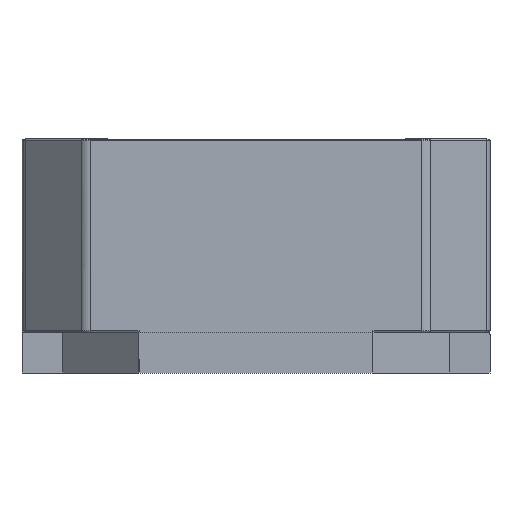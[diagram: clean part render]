
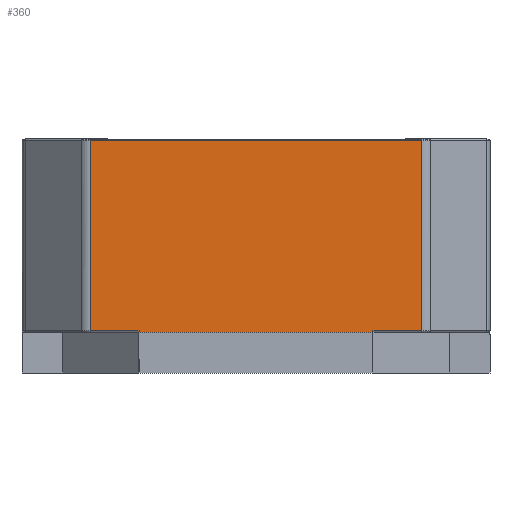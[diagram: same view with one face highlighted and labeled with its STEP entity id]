
A CAD part, front view. The second image highlights one B-rep face of the part: STEP entity #360.
In plain terms, the highlighted free-form (B-spline) face has degree [1, 1] with [2, 2] control points.
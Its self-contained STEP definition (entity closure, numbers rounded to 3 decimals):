
#42 = ORIENTED_EDGE ( 'NONE', *, *, #2068, .T. ) ;
#213 = B_SPLINE_CURVE_WITH_KNOTS ( 'NONE', 1,
 ( #681, #256 ),
 .UNSPECIFIED., .F., .F.,
 ( 2, 2 ),
 ( 0., 1. ),
 .UNSPECIFIED. ) ;
#225 = CARTESIAN_POINT ( 'NONE',  ( 1., -2., 0. ) ) ;
#244 = EDGE_CURVE ( 'NONE', #2210, #1802, #1382, .T. ) ;
#256 = CARTESIAN_POINT ( 'NONE',  ( -1.419, -2., 1.64 ) ) ;
#301 = EDGE_CURVE ( 'NONE', #4041, #784, #213, .T. ) ;
#340 = CARTESIAN_POINT ( 'NONE',  ( 1.419, -2., 0.01 ) ) ;
#360 = ADVANCED_FACE ( 'NONE', ( #2772 ), #1190, .F. ) ;
#421 = EDGE_CURVE ( 'NONE', #3654, #1559, #4615, .T. ) ;
#510 = CARTESIAN_POINT ( 'NONE',  ( -1.419, -2., 0.01 ) ) ;
#681 = CARTESIAN_POINT ( 'NONE',  ( 1.419, -2., 1.64 ) ) ;
#698 = B_SPLINE_CURVE_WITH_KNOTS ( 'NONE', 1,
 ( #4327, #3122 ),
 .UNSPECIFIED., .F., .F.,
 ( 2, 2 ),
 ( -1., 0. ),
 .UNSPECIFIED. ) ;
#784 = VERTEX_POINT ( 'NONE', #1701 ) ;
#823 = EDGE_LOOP ( 'NONE', ( #2915, #2267, #2865, #1494, #4613, #873, #4784, #42 ) ) ;
#873 = ORIENTED_EDGE ( 'NONE', *, *, #3243, .F. ) ;
#1190 = B_SPLINE_SURFACE_WITH_KNOTS ( 'NONE', 1, 1, ( 
 ( #3536, #5157 ),
 ( #1560, #3143 ) ),
 .UNSPECIFIED., .F., .F., .F.,
 ( 2, 2 ),
 ( 2, 2 ),
 ( 0., 1. ),
 ( 0., 1. ),
 .UNSPECIFIED. ) ;
#1263 = EDGE_CURVE ( 'NONE', #3210, #784, #5151, .T. ) ;
#1382 = B_SPLINE_CURVE_WITH_KNOTS ( 'NONE', 1,
 ( #2289, #2654 ),
 .UNSPECIFIED., .F., .F.,
 ( 2, 2 ),
 ( -1., 0. ),
 .UNSPECIFIED. ) ;
#1391 = CARTESIAN_POINT ( 'NONE',  ( -1., -2., 0. ) ) ;
#1494 = ORIENTED_EDGE ( 'NONE', *, *, #421, .F. ) ;
#1559 = VERTEX_POINT ( 'NONE', #2737 ) ;
#1560 = CARTESIAN_POINT ( 'NONE',  ( 1.419, -2., 1.64 ) ) ;
#1701 = CARTESIAN_POINT ( 'NONE',  ( -1.419, -2., 1.64 ) ) ;
#1802 = VERTEX_POINT ( 'NONE', #3186 ) ;
#1920 = CARTESIAN_POINT ( 'NONE',  ( -1., -2., 0.01 ) ) ;
#2068 = EDGE_CURVE ( 'NONE', #2210, #4041, #5140, .T. ) ;
#2210 = VERTEX_POINT ( 'NONE', #340 ) ;
#2231 = EDGE_CURVE ( 'NONE', #1559, #3210, #698, .T. ) ;
#2267 = ORIENTED_EDGE ( 'NONE', *, *, #1263, .F. ) ;
#2289 = CARTESIAN_POINT ( 'NONE',  ( 1.419, -2., 0.01 ) ) ;
#2376 = CARTESIAN_POINT ( 'NONE',  ( -1., -2., 0. ) ) ;
#2654 = CARTESIAN_POINT ( 'NONE',  ( 1., -2., 0.01 ) ) ;
#2737 = CARTESIAN_POINT ( 'NONE',  ( -1., -2., 0.01 ) ) ;
#2772 = FACE_OUTER_BOUND ( 'NONE', #823, .T. ) ;
#2802 = B_SPLINE_CURVE_WITH_KNOTS ( 'NONE', 1,
 ( #4731, #3500 ),
 .UNSPECIFIED., .F., .F.,
 ( 2, 2 ),
 ( 0., 1. ),
 .UNSPECIFIED. ) ;
#2865 = ORIENTED_EDGE ( 'NONE', *, *, #2231, .F. ) ;
#2915 = ORIENTED_EDGE ( 'NONE', *, *, #301, .T. ) ;
#2958 = EDGE_CURVE ( 'NONE', #3266, #3654, #2802, .T. ) ;
#2980 = CARTESIAN_POINT ( 'NONE',  ( 1., -2., 0.01 ) ) ;
#3122 = CARTESIAN_POINT ( 'NONE',  ( -1.419, -2., 0.01 ) ) ;
#3143 = CARTESIAN_POINT ( 'NONE',  ( 1.419, -2., 0. ) ) ;
#3186 = CARTESIAN_POINT ( 'NONE',  ( 1., -2., 0.01 ) ) ;
#3210 = VERTEX_POINT ( 'NONE', #510 ) ;
#3243 = EDGE_CURVE ( 'NONE', #1802, #3266, #3928, .T. ) ;
#3266 = VERTEX_POINT ( 'NONE', #225 ) ;
#3500 = CARTESIAN_POINT ( 'NONE',  ( -1., -2., 0. ) ) ;
#3536 = CARTESIAN_POINT ( 'NONE',  ( -1.419, -2., 1.64 ) ) ;
#3611 = CARTESIAN_POINT ( 'NONE',  ( -1.419, -2., 1.64 ) ) ;
#3654 = VERTEX_POINT ( 'NONE', #1391 ) ;
#3928 = B_SPLINE_CURVE_WITH_KNOTS ( 'NONE', 1,
 ( #2980, #4543 ),
 .UNSPECIFIED., .F., .F.,
 ( 2, 2 ),
 ( 0., 1. ),
 .UNSPECIFIED. ) ;
#4014 = CARTESIAN_POINT ( 'NONE',  ( 1.419, -2., 1.64 ) ) ;
#4041 = VERTEX_POINT ( 'NONE', #4014 ) ;
#4327 = CARTESIAN_POINT ( 'NONE',  ( -1., -2., 0.01 ) ) ;
#4543 = CARTESIAN_POINT ( 'NONE',  ( 1., -2., 0. ) ) ;
#4600 = CARTESIAN_POINT ( 'NONE',  ( 1.419, -2., 1.64 ) ) ;
#4613 = ORIENTED_EDGE ( 'NONE', *, *, #2958, .F. ) ;
#4615 = B_SPLINE_CURVE_WITH_KNOTS ( 'NONE', 1,
 ( #2376, #1920 ),
 .UNSPECIFIED., .F., .F.,
 ( 2, 2 ),
 ( 0., 1. ),
 .UNSPECIFIED. ) ;
#4731 = CARTESIAN_POINT ( 'NONE',  ( 1., -2., 0. ) ) ;
#4784 = ORIENTED_EDGE ( 'NONE', *, *, #244, .F. ) ;
#4863 = CARTESIAN_POINT ( 'NONE',  ( -1.419, -2., 0.01 ) ) ;
#4971 = CARTESIAN_POINT ( 'NONE',  ( 1.419, -2., 0.01 ) ) ;
#5140 = B_SPLINE_CURVE_WITH_KNOTS ( 'NONE', 1,
 ( #4971, #4600 ),
 .UNSPECIFIED., .F., .F.,
 ( 2, 2 ),
 ( 0., 1. ),
 .UNSPECIFIED. ) ;
#5151 = B_SPLINE_CURVE_WITH_KNOTS ( 'NONE', 1,
 ( #4863, #3611 ),
 .UNSPECIFIED., .F., .F.,
 ( 2, 2 ),
 ( -1., 0. ),
 .UNSPECIFIED. ) ;
#5157 = CARTESIAN_POINT ( 'NONE',  ( -1.419, -2., 0. ) ) ;
